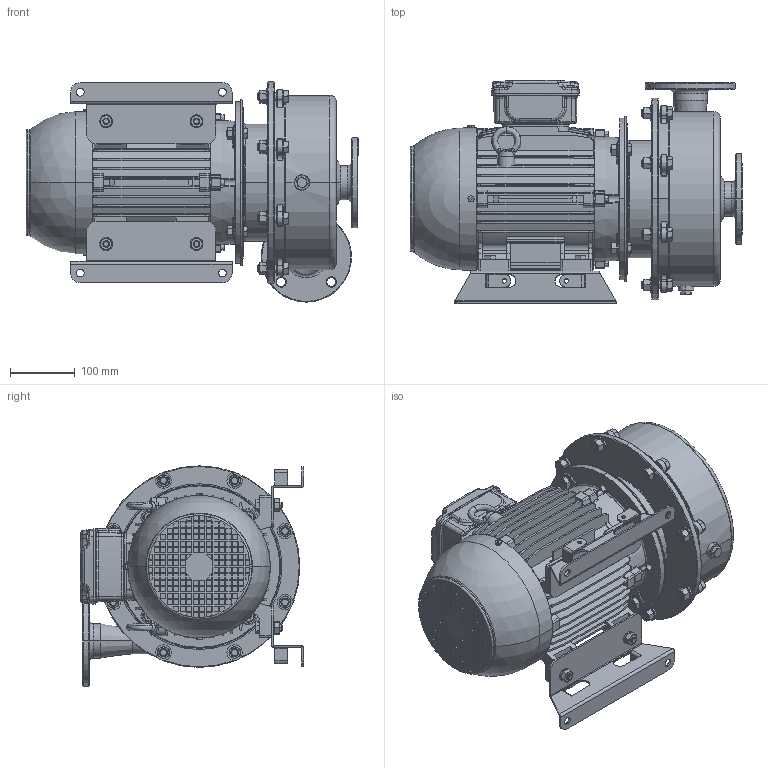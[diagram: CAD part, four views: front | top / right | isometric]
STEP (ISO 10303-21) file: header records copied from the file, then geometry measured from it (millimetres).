
FILE_DESCRIPTION (( 'STEP AP203' ), '1' );
FILE_NAME ('Ýëåêòðîíàñîñíûé àãðåãàò ÕÌ 25_50Ê5_7,5_2.STEP', '2016-11-08T17:13:04', ( '' ), ( '' ), 'SwSTEP 2.0', 'SolidWorks 2015', '' );
FILE_SCHEMA (( 'CONFIG_CONTROL_DESIGN' ));
Length unit declared in the file: millimetre
Products named in the file (17): Êàñòðþëÿ (2) 25_50; ﾘ琺矜 ﾌ12; Îòâîä 25_50; Áîëò Ì12; Ãàéêà Ì12; 婜縺蹞 25_50; Êàñòðþëÿ (1) 25_50; 冓憵 25_50; 婑鳧氀 Dy50; Áîëò Ì10 (äë); Ýëåêòðîíàñîñíûé àãðåãàò ÕÌ 25_50Ê5_7,5_2; 112M (7,5êÂò); Áîëò Ì10; Ôëàíåö ôîíàðÿ 25_50; ﾘ琺矜; 扻錪犩 25_50; Ãàéêà
Assembly tree (59 placements, depth 2):
  Ýëåêòðîíàñîñíûé àãðåãàò ÕÌ 25_50Ê5_7,5_2
    Áîëò Ì10  x4
    ﾘ琺矜  x8
    Ãàéêà  x8
    ﾘ琺矜 ﾌ12  x8
    Áîëò Ì12  x8
    婜縺蹞 25_50
    冓憵 25_50  x2
    Áîëò Ì10 (äë)  x4
    112M (7,5êÂò)
    Ôëàíåö ôîíàðÿ 25_50
    扻錪犩 25_50
    Êàñòðþëÿ (2) 25_50
    Îòâîä 25_50
    Ãàéêà Ì12  x8
    Êàñòðþëÿ (1) 25_50
    婑鳧氀 Dy50  x2
Bounding box: 514.05 x 346 x 341 mm (x, y, z)
Volume: 13970675.7 mm3; surface area: 1495744.5 mm2
Topology: 67 solids, 67 shells, 3581 faces, 8746 edges, 5529 vertices
Faces by surface type: plane 1873, cylinder 674, cone 673, bspline 197, torus 148, sphere 16
Entity records: 96824 total; most frequent: CARTESIAN_POINT 28998, ORIENTED_EDGE 13856, DIRECTION 12758, EDGE_CURVE 6928, VERTEX_POINT 4453, AXIS2_PLACEMENT_3D 4269, VECTOR 4220, LINE 4220
